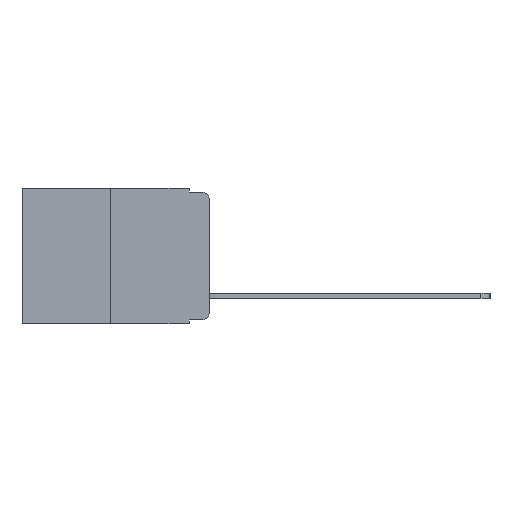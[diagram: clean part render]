
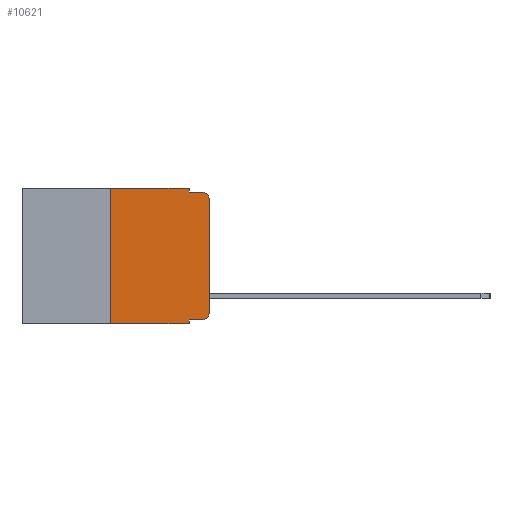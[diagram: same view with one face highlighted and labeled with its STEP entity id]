
A CAD part, left-side view. The second image highlights one B-rep face of the part: STEP entity #10621.
In plain terms, the highlighted planar face has unit normal (-1, 0, 0).
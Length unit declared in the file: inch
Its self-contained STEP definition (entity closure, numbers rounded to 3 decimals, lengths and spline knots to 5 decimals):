
#8 = VERTEX_POINT ( 'NONE', #2311 ) ;
#96 = ORIENTED_EDGE ( 'NONE', *, *, #12378, .F. ) ;
#104 = CARTESIAN_POINT ( 'NONE',  ( 0., 0.051, -0.01 ) ) ;
#160 = CARTESIAN_POINT ( 'NONE',  ( 0., 0.051, 0. ) ) ;
#359 = CARTESIAN_POINT ( 'NONE',  ( 0., 0.051, -0.333 ) ) ;
#465 = EDGE_CURVE ( 'NONE', #630, #3061, #5240, .T. ) ;
#607 = ORIENTED_EDGE ( 'NONE', *, *, #9006, .F. ) ;
#630 = VERTEX_POINT ( 'NONE', #10895 ) ;
#654 = DIRECTION ( 'NONE',  ( 0., 0., -1. ) ) ;
#700 = DIRECTION ( 'NONE',  ( 0., 0., 1. ) ) ;
#753 = LINE ( 'NONE', #2999, #2998 ) ;
#758 = DIRECTION ( 'NONE',  ( 0., 0., -1. ) ) ;
#781 = CARTESIAN_POINT ( 'NONE',  ( 0., 0.051, -0.01 ) ) ;
#925 = EDGE_CURVE ( 'NONE', #8, #8294, #11388, .T. ) ;
#1079 = ORIENTED_EDGE ( 'NONE', *, *, #5264, .F. ) ;
#1082 = DIRECTION ( 'NONE',  ( 0., -1., 0. ) ) ;
#1575 = ORIENTED_EDGE ( 'NONE', *, *, #465, .T. ) ;
#1619 = CARTESIAN_POINT ( 'NONE',  ( 0., 0.473, -0.343 ) ) ;
#1703 = DIRECTION ( 'NONE',  ( 0., -1., 0. ) ) ;
#2106 = VECTOR ( 'NONE', #1082, 39.37008 ) ;
#2220 = CARTESIAN_POINT ( 'NONE',  ( 0., 0.02, -0.01 ) ) ;
#2311 = CARTESIAN_POINT ( 'NONE',  ( 0., 0.25, -0.343 ) ) ;
#2336 = LINE ( 'NONE', #12199, #9400 ) ;
#2601 = DIRECTION ( 'NONE',  ( 0., 0., -1. ) ) ;
#2742 = ORIENTED_EDGE ( 'NONE', *, *, #4628, .F. ) ;
#2752 = CARTESIAN_POINT ( 'NONE',  ( 0., 0.051, -0.343 ) ) ;
#2998 = VECTOR ( 'NONE', #3990, 39.37008 ) ;
#2999 = CARTESIAN_POINT ( 'NONE',  ( 0., 0.473, 0. ) ) ;
#3061 = VERTEX_POINT ( 'NONE', #2220 ) ;
#3391 = VERTEX_POINT ( 'NONE', #781 ) ;
#3878 = LINE ( 'NONE', #9330, #11219 ) ;
#3990 = DIRECTION ( 'NONE',  ( 0., -1., 0. ) ) ;
#4000 = CARTESIAN_POINT ( 'NONE',  ( 0., 0.02, -0.03 ) ) ;
#4272 = ORIENTED_EDGE ( 'NONE', *, *, #8445, .F. ) ;
#4628 = EDGE_CURVE ( 'NONE', #9152, #8294, #3878, .T. ) ;
#4970 = DIRECTION ( 'NONE',  ( 0., 0., -1. ) ) ;
#5240 = CIRCLE ( 'NONE', #8761, 0.02 ) ;
#5264 = EDGE_CURVE ( 'NONE', #8, #11107, #2336, .T. ) ;
#5353 = CARTESIAN_POINT ( 'NONE',  ( 0., 0.25, 0. ) ) ;
#5386 = AXIS2_PLACEMENT_3D ( 'NONE', #12153, #6421, #654 ) ;
#5427 = CARTESIAN_POINT ( 'NONE',  ( 0., 0.051, 0. ) ) ;
#5729 = CARTESIAN_POINT ( 'NONE',  ( 0., 0.02, -0.333 ) ) ;
#5828 = VERTEX_POINT ( 'NONE', #8416 ) ;
#6007 = VECTOR ( 'NONE', #1703, 39.37008 ) ;
#6383 = DIRECTION ( 'NONE',  ( 0., 0., -1. ) ) ;
#6421 = DIRECTION ( 'NONE',  ( -1., 0., 0. ) ) ;
#6536 = DIRECTION ( 'NONE',  ( 1., 0., 0. ) ) ;
#6661 = ORIENTED_EDGE ( 'NONE', *, *, #925, .T. ) ;
#6729 = LINE ( 'NONE', #7377, #9274 ) ;
#7201 = AXIS2_PLACEMENT_3D ( 'NONE', #12255, #6536, #758 ) ;
#7377 = CARTESIAN_POINT ( 'NONE',  ( 0., 0., 0. ) ) ;
#7486 = VECTOR ( 'NONE', #7526, 39.37008 ) ;
#7526 = DIRECTION ( 'NONE',  ( 0., -1., 0. ) ) ;
#7770 = LINE ( 'NONE', #12292, #7486 ) ;
#7982 = ORIENTED_EDGE ( 'NONE', *, *, #11721, .T. ) ;
#8294 = VERTEX_POINT ( 'NONE', #2752 ) ;
#8311 = DIRECTION ( 'NONE',  ( 0., 0., 1. ) ) ;
#8416 = CARTESIAN_POINT ( 'NONE',  ( 0., 0., -0.313 ) ) ;
#8445 = EDGE_CURVE ( 'NONE', #11107, #10229, #753, .T. ) ;
#8545 = FACE_OUTER_BOUND ( 'NONE', #10411, .T. ) ;
#8761 = AXIS2_PLACEMENT_3D ( 'NONE', #4000, #10694, #4970 ) ;
#8916 = VERTEX_POINT ( 'NONE', #5729 ) ;
#9006 = EDGE_CURVE ( 'NONE', #3391, #3061, #9782, .T. ) ;
#9152 = VERTEX_POINT ( 'NONE', #359 ) ;
#9274 = VECTOR ( 'NONE', #8311, 39.37008 ) ;
#9330 = CARTESIAN_POINT ( 'NONE',  ( 0., 0.051, 0. ) ) ;
#9371 = PLANE ( 'NONE',  #7201 ) ;
#9400 = VECTOR ( 'NONE', #700, 39.37008 ) ;
#9782 = LINE ( 'NONE', #104, #2106 ) ;
#9902 = ORIENTED_EDGE ( 'NONE', *, *, #11835, .T. ) ;
#10229 = VERTEX_POINT ( 'NONE', #160 ) ;
#10411 = EDGE_LOOP ( 'NONE', ( #7982, #1575, #607, #96, #4272, #1079, #6661, #2742, #9902, #10586 ) ) ;
#10586 = ORIENTED_EDGE ( 'NONE', *, *, #12395, .T. ) ;
#10621 = ADVANCED_FACE ( 'NONE', ( #8545 ), #9371, .F. ) ;
#10694 = DIRECTION ( 'NONE',  ( -1., 0., 0. ) ) ;
#10895 = CARTESIAN_POINT ( 'NONE',  ( 0., 0., -0.03 ) ) ;
#11056 = CIRCLE ( 'NONE', #5386, 0.02 ) ;
#11107 = VERTEX_POINT ( 'NONE', #5353 ) ;
#11219 = VECTOR ( 'NONE', #2601, 39.37008 ) ;
#11352 = VECTOR ( 'NONE', #6383, 39.37008 ) ;
#11388 = LINE ( 'NONE', #1619, #6007 ) ;
#11652 = LINE ( 'NONE', #5427, #11352 ) ;
#11721 = EDGE_CURVE ( 'NONE', #5828, #630, #6729, .T. ) ;
#11835 = EDGE_CURVE ( 'NONE', #9152, #8916, #7770, .T. ) ;
#12153 = CARTESIAN_POINT ( 'NONE',  ( 0., 0.02, -0.313 ) ) ;
#12199 = CARTESIAN_POINT ( 'NONE',  ( 0., 0.25, 0. ) ) ;
#12255 = CARTESIAN_POINT ( 'NONE',  ( 0., 0.473, 0. ) ) ;
#12292 = CARTESIAN_POINT ( 'NONE',  ( 0., 0.051, -0.333 ) ) ;
#12378 = EDGE_CURVE ( 'NONE', #10229, #3391, #11652, .T. ) ;
#12395 = EDGE_CURVE ( 'NONE', #8916, #5828, #11056, .T. ) ;
